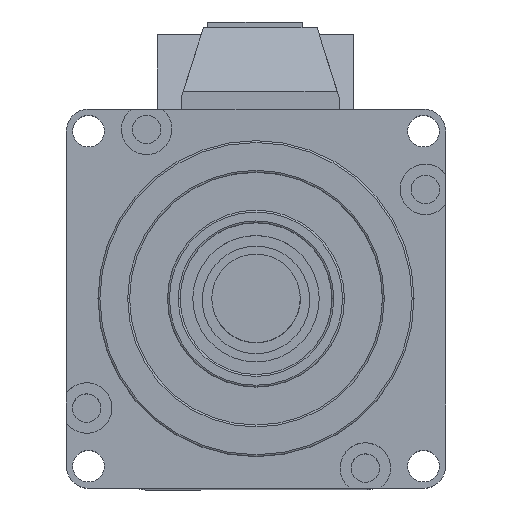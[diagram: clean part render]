
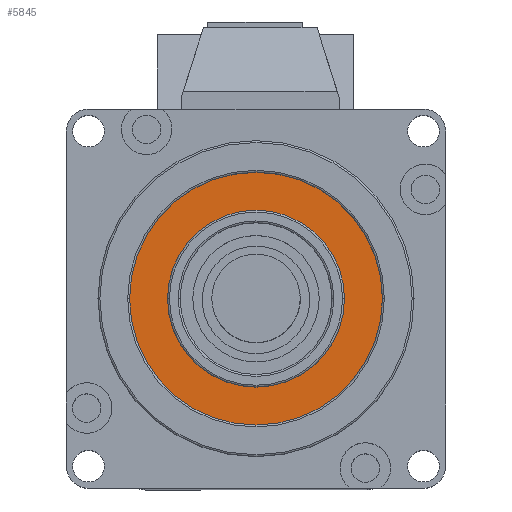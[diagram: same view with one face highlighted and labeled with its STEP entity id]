
A CAD part, top view. The second image highlights one B-rep face of the part: STEP entity #5845.
In plain terms, the highlighted planar face has unit normal (0, 0, 1).
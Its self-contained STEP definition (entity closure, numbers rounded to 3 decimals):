
#210 = DIRECTION ( 'NONE',  ( 0., 0., 1. ) ) ;
#214 = CIRCLE ( 'NONE', #5190, 20. ) ;
#450 = ORIENTED_EDGE ( 'NONE', *, *, #6333, .F. ) ;
#521 = VERTEX_POINT ( 'NONE', #5996 ) ;
#637 = CARTESIAN_POINT ( 'NONE',  ( 30., 30., 0. ) ) ;
#891 = AXIS2_PLACEMENT_3D ( 'NONE', #8073, #5769, #9493 ) ;
#1039 = EDGE_CURVE ( 'NONE', #8240, #5561, #4680, .T. ) ;
#1464 = EDGE_LOOP ( 'NONE', ( #450, #6156 ) ) ;
#1628 = AXIS2_PLACEMENT_3D ( 'NONE', #6904, #2436, #6370 ) ;
#1873 = CIRCLE ( 'NONE', #891, 20. ) ;
#2054 = ORIENTED_EDGE ( 'NONE', *, *, #8541, .T. ) ;
#2089 = EDGE_LOOP ( 'NONE', ( #2054, #8115 ) ) ;
#2436 = DIRECTION ( 'NONE',  ( 0., 0., -1. ) ) ;
#2512 = DIRECTION ( 'NONE',  ( 1., 0., 0. ) ) ;
#2963 = CARTESIAN_POINT ( 'NONE',  ( 10., 30., 0. ) ) ;
#3410 = CARTESIAN_POINT ( 'NONE',  ( 16., 30., 0. ) ) ;
#3568 = DIRECTION ( 'NONE',  ( -1., 0., 0. ) ) ;
#4113 = AXIS2_PLACEMENT_3D ( 'NONE', #637, #8054, #3568 ) ;
#4680 = CIRCLE ( 'NONE', #4113, 14. ) ;
#4729 = AXIS2_PLACEMENT_3D ( 'NONE', #9041, #5396, #6094 ) ;
#5024 = FACE_OUTER_BOUND ( 'NONE', #2089, .T. ) ;
#5190 = AXIS2_PLACEMENT_3D ( 'NONE', #6160, #210, #2512 ) ;
#5396 = DIRECTION ( 'NONE',  ( 0., 0., 1. ) ) ;
#5400 = CARTESIAN_POINT ( 'NONE',  ( 44., 30., 0. ) ) ;
#5561 = VERTEX_POINT ( 'NONE', #3410 ) ;
#5769 = DIRECTION ( 'NONE',  ( 0., 0., 1. ) ) ;
#5845 = ADVANCED_FACE ( 'NONE', ( #5024, #8083 ), #8389, .F. ) ;
#5996 = CARTESIAN_POINT ( 'NONE',  ( 50., 30., 0. ) ) ;
#6094 = DIRECTION ( 'NONE',  ( -1., 0., 0. ) ) ;
#6156 = ORIENTED_EDGE ( 'NONE', *, *, #1039, .F. ) ;
#6160 = CARTESIAN_POINT ( 'NONE',  ( 30., 30., 0. ) ) ;
#6300 = CIRCLE ( 'NONE', #4729, 14. ) ;
#6333 = EDGE_CURVE ( 'NONE', #5561, #8240, #6300, .T. ) ;
#6370 = DIRECTION ( 'NONE',  ( -1., 0., 0. ) ) ;
#6875 = VERTEX_POINT ( 'NONE', #2963 ) ;
#6904 = CARTESIAN_POINT ( 'NONE',  ( 3.5, 56.5, 0. ) ) ;
#8054 = DIRECTION ( 'NONE',  ( 0., 0., 1. ) ) ;
#8073 = CARTESIAN_POINT ( 'NONE',  ( 30., 30., 0. ) ) ;
#8083 = FACE_BOUND ( 'NONE', #1464, .T. ) ;
#8115 = ORIENTED_EDGE ( 'NONE', *, *, #9403, .T. ) ;
#8240 = VERTEX_POINT ( 'NONE', #5400 ) ;
#8389 = PLANE ( 'NONE',  #1628 ) ;
#8541 = EDGE_CURVE ( 'NONE', #6875, #521, #1873, .T. ) ;
#9041 = CARTESIAN_POINT ( 'NONE',  ( 30., 30., 0. ) ) ;
#9403 = EDGE_CURVE ( 'NONE', #521, #6875, #214, .T. ) ;
#9493 = DIRECTION ( 'NONE',  ( 1., 0., 0. ) ) ;
